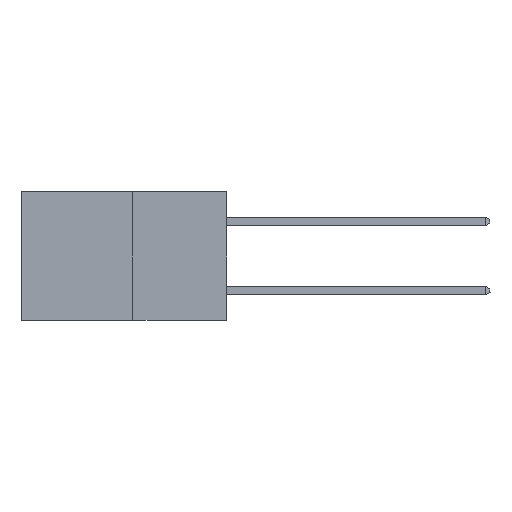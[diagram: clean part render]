
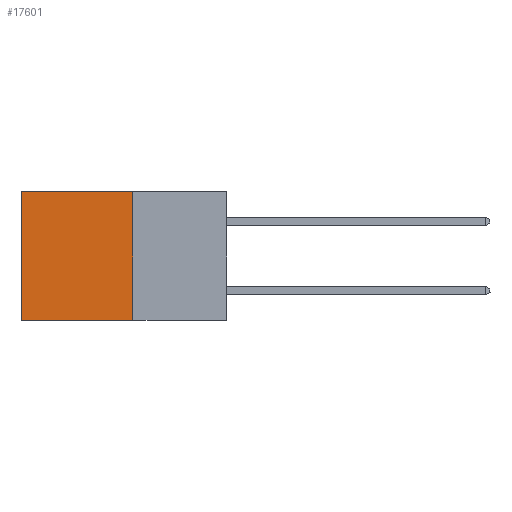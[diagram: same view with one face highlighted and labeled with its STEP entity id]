
A CAD part, left-side view. The second image highlights one B-rep face of the part: STEP entity #17601.
In plain terms, the highlighted planar face has unit normal (-1, 0, 0).
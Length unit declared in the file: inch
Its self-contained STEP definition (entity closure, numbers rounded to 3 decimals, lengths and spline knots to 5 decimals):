
#180 = VECTOR ( 'NONE', #21424, 39.37008 ) ;
#863 = EDGE_CURVE ( 'NONE', #2402, #5403, #22403, .T. ) ;
#1422 = CARTESIAN_POINT ( 'NONE',  ( 0.277, 0.27, -0.37 ) ) ;
#1912 = CARTESIAN_POINT ( 'NONE',  ( 0.277, 0.27, -0.37 ) ) ;
#2373 = VERTEX_POINT ( 'NONE', #8840 ) ;
#2402 = VERTEX_POINT ( 'NONE', #1912 ) ;
#2623 = DIRECTION ( 'NONE',  ( 1., 0., 0. ) ) ;
#2984 = CARTESIAN_POINT ( 'NONE',  ( 0.277, 0.59, -0.37 ) ) ;
#3594 = CARTESIAN_POINT ( 'NONE',  ( 0.277, 0.59, -0.37 ) ) ;
#4783 = VERTEX_POINT ( 'NONE', #21524 ) ;
#5403 = VERTEX_POINT ( 'NONE', #2984 ) ;
#5598 = ORIENTED_EDGE ( 'NONE', *, *, #16576, .T. ) ;
#5666 = ORIENTED_EDGE ( 'NONE', *, *, #18501, .F. ) ;
#7055 = ORIENTED_EDGE ( 'NONE', *, *, #12778, .T. ) ;
#8840 = CARTESIAN_POINT ( 'NONE',  ( 0.277, 0.27, 0. ) ) ;
#11105 = VECTOR ( 'NONE', #14217, 39.37008 ) ;
#11125 = ORIENTED_EDGE ( 'NONE', *, *, #863, .F. ) ;
#12410 = CARTESIAN_POINT ( 'NONE',  ( 0.277, 0.27, -0.37 ) ) ;
#12778 = EDGE_CURVE ( 'NONE', #2373, #4783, #14325, .T. ) ;
#12920 = DIRECTION ( 'NONE',  ( 0., 1., 0. ) ) ;
#13237 = CARTESIAN_POINT ( 'NONE',  ( 0.277, 0.27, -0.37 ) ) ;
#13330 = VECTOR ( 'NONE', #12920, 39.37008 ) ;
#13620 = LINE ( 'NONE', #1422, #19301 ) ;
#13839 = DIRECTION ( 'NONE',  ( 0., 0., -1. ) ) ;
#14217 = DIRECTION ( 'NONE',  ( 0., 0., -1. ) ) ;
#14325 = LINE ( 'NONE', #19664, #180 ) ;
#15017 = DIRECTION ( 'NONE',  ( 0., 0., -1. ) ) ;
#15340 = EDGE_LOOP ( 'NONE', ( #5598, #11125, #5666, #7055 ) ) ;
#15843 = LINE ( 'NONE', #3594, #11105 ) ;
#16576 = EDGE_CURVE ( 'NONE', #4783, #5403, #15843, .T. ) ;
#17601 = ADVANCED_FACE ( 'NONE', ( #21780 ), #21973, .F. ) ;
#18501 = EDGE_CURVE ( 'NONE', #2373, #2402, #13620, .T. ) ;
#19301 = VECTOR ( 'NONE', #13839, 39.37008 ) ;
#19664 = CARTESIAN_POINT ( 'NONE',  ( 0.277, 0.27, 0. ) ) ;
#21424 = DIRECTION ( 'NONE',  ( 0., 1., 0. ) ) ;
#21524 = CARTESIAN_POINT ( 'NONE',  ( 0.277, 0.59, 0. ) ) ;
#21780 = FACE_OUTER_BOUND ( 'NONE', #15340, .T. ) ;
#21973 = PLANE ( 'NONE',  #22101 ) ;
#22101 = AXIS2_PLACEMENT_3D ( 'NONE', #13237, #2623, #15017 ) ;
#22403 = LINE ( 'NONE', #12410, #13330 ) ;
